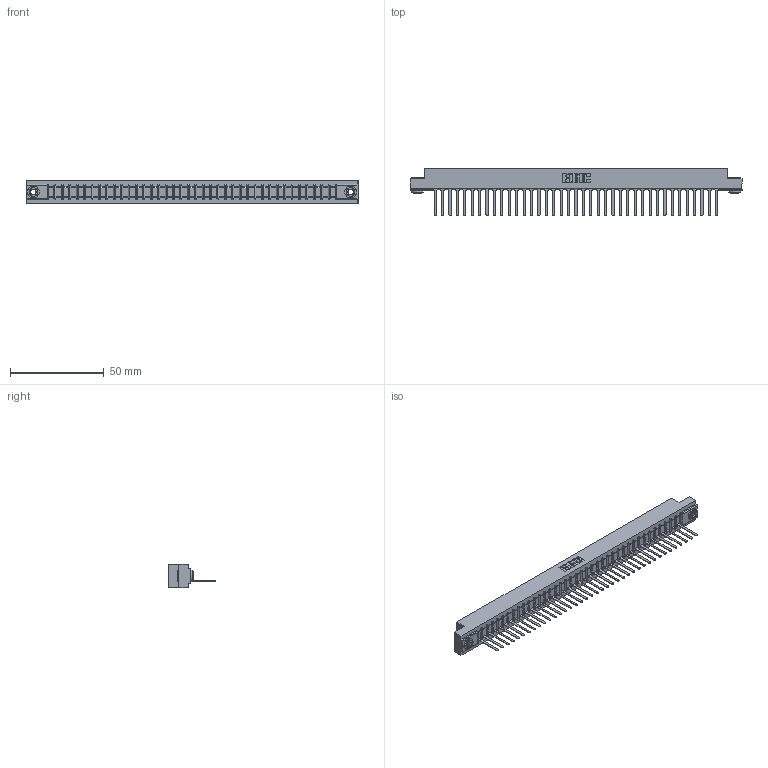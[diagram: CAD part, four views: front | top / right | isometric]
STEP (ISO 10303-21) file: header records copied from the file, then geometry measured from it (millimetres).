
FILE_DESCRIPTION (( 'STEP AP203' ), '1' );
FILE_NAME ('307-039-547-103.STEP', '2019-09-04T05:55:58', ( '' ), ( '' ), 'SwSTEP 2.0', 'SolidWorks 2016', '' );
FILE_SCHEMA (( 'CONFIG_CONTROL_DESIGN' ));
Length unit declared in the file: inch
Products named in the file (4): 307 Part_.156 Dia Mounting Holes; 307-290-001_547; 307-039-547-103; 345-250-002_345-250-002-102
Assembly tree (42 placements, depth 2):
  307-039-547-103
    307 Part_.156 Dia Mounting Holes
    307-290-001_547  x39
    345-250-002_345-250-002-102  x2
Bounding box: 177.55 x 25.43 x 12.7 mm (x, y, z)
Volume: 18505.8 mm3; surface area: 20380.1 mm2
Topology: 42 solids, 42 shells, 2394 faces, 6753 edges, 4338 vertices
Faces by surface type: plane 1537, cylinder 769, sphere 80, cone 8
Entity records: 34837 total; most frequent: CARTESIAN_POINT 5845, ORIENTED_EDGE 5822, DIRECTION 5701, EDGE_CURVE 2911, VECTOR 2225, LINE 2225, VERTEX_POINT 1882, AXIS2_PLACEMENT_3D 1738
